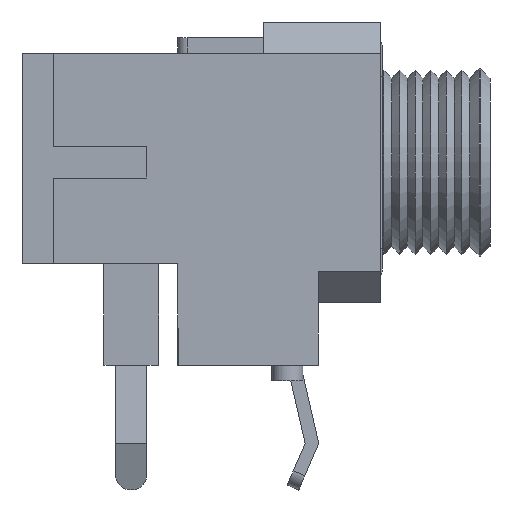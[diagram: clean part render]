
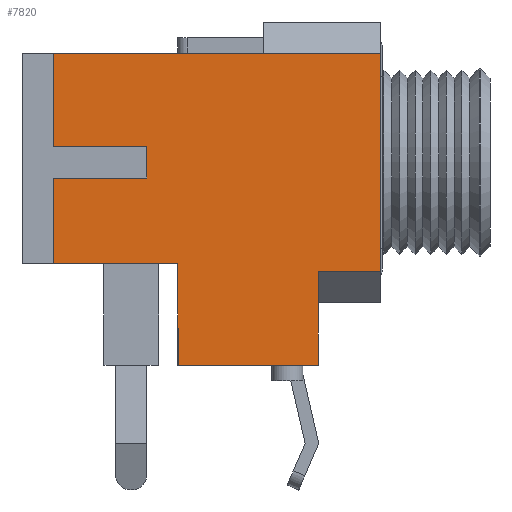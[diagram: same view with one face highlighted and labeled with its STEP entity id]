
A CAD part, front view. The second image highlights one B-rep face of the part: STEP entity #7820.
In plain terms, the highlighted planar face has unit normal (0, -1, 0).
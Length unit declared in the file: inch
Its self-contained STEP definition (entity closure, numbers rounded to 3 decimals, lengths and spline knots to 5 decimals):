
#82 = ORIENTED_EDGE ( 'NONE', *, *, #1763, .T. ) ;
#213 = LINE ( 'NONE', #4678, #7952 ) ;
#310 = VERTEX_POINT ( 'NONE', #6749 ) ;
#466 = ORIENTED_EDGE ( 'NONE', *, *, #1606, .T. ) ;
#481 = VERTEX_POINT ( 'NONE', #3831 ) ;
#500 = CARTESIAN_POINT ( 'NONE',  ( -0.21654, -0.23622, -0.25591 ) ) ;
#804 = VECTOR ( 'NONE', #2855, 39.37008 ) ;
#824 = CARTESIAN_POINT ( 'NONE',  ( -0.59055, -0.23622, 0.1378 ) ) ;
#863 = LINE ( 'NONE', #1534, #4039 ) ;
#994 = ORIENTED_EDGE ( 'NONE', *, *, #2521, .T. ) ;
#1004 = VERTEX_POINT ( 'NONE', #3706 ) ;
#1103 = ORIENTED_EDGE ( 'NONE', *, *, #6713, .T. ) ;
#1333 = LINE ( 'NONE', #5772, #4333 ) ;
#1534 = CARTESIAN_POINT ( 'NONE',  ( -0.1378, -0.23622, 0.1378 ) ) ;
#1606 = EDGE_CURVE ( 'NONE', #3409, #481, #5552, .T. ) ;
#1763 = EDGE_CURVE ( 'NONE', #5843, #4339, #863, .T. ) ;
#1806 = VECTOR ( 'NONE', #3709, 39.37008 ) ;
#1934 = EDGE_CURVE ( 'NONE', #5843, #2231, #5377, .T. ) ;
#1994 = VECTOR ( 'NONE', #7483, 39.37008 ) ;
#2087 = CARTESIAN_POINT ( 'NONE',  ( -0.55118, -0.23622, -0.12795 ) ) ;
#2099 = VECTOR ( 'NONE', #4258, 39.37008 ) ;
#2128 = CARTESIAN_POINT ( 'NONE',  ( -0.28543, -0.23622, -0.12795 ) ) ;
#2231 = VERTEX_POINT ( 'NONE', #6616 ) ;
#2253 = CARTESIAN_POINT ( 'NONE',  ( -0.1378, -0.23622, -0.17717 ) ) ;
#2276 = FACE_OUTER_BOUND ( 'NONE', #7446, .T. ) ;
#2392 = CARTESIAN_POINT ( 'NONE',  ( -0.1378, -0.23622, 0.17717 ) ) ;
#2418 = CARTESIAN_POINT ( 'NONE',  ( -0.55118, -0.23622, -0.01969 ) ) ;
#2433 = EDGE_CURVE ( 'NONE', #2479, #5471, #2730, .T. ) ;
#2479 = VERTEX_POINT ( 'NONE', #6570 ) ;
#2521 = EDGE_CURVE ( 'NONE', #5945, #310, #7519, .T. ) ;
#2730 = LINE ( 'NONE', #2087, #3643 ) ;
#2748 = LINE ( 'NONE', #824, #6057 ) ;
#2777 = DIRECTION ( 'NONE',  ( -1., 0., 0. ) ) ;
#2855 = DIRECTION ( 'NONE',  ( 1., 0., 0. ) ) ;
#2898 = CARTESIAN_POINT ( 'NONE',  ( -0.1378, -0.23622, -0.1378 ) ) ;
#2951 = CARTESIAN_POINT ( 'NONE',  ( -0.43307, -0.23622, -0.01969 ) ) ;
#3009 = ORIENTED_EDGE ( 'NONE', *, *, #3827, .F. ) ;
#3119 = VECTOR ( 'NONE', #7917, 39.37008 ) ;
#3409 = VERTEX_POINT ( 'NONE', #500 ) ;
#3447 = DIRECTION ( 'NONE',  ( 1., 0., 0. ) ) ;
#3643 = VECTOR ( 'NONE', #4622, 39.37008 ) ;
#3664 = CARTESIAN_POINT ( 'NONE',  ( -0.43307, -0.23622, 0.01969 ) ) ;
#3706 = CARTESIAN_POINT ( 'NONE',  ( -0.3937, -0.23622, -0.12795 ) ) ;
#3709 = DIRECTION ( 'NONE',  ( 1., 0., 0. ) ) ;
#3734 = EDGE_CURVE ( 'NONE', #6438, #5945, #1333, .T. ) ;
#3827 = EDGE_CURVE ( 'NONE', #6438, #4339, #2748, .T. ) ;
#3831 = CARTESIAN_POINT ( 'NONE',  ( -0.21654, -0.23622, -0.1378 ) ) ;
#4039 = VECTOR ( 'NONE', #5957, 39.37008 ) ;
#4143 = ORIENTED_EDGE ( 'NONE', *, *, #6258, .T. ) ;
#4258 = DIRECTION ( 'NONE',  ( 0., 0., 1. ) ) ;
#4333 = VECTOR ( 'NONE', #7356, 39.37008 ) ;
#4339 = VERTEX_POINT ( 'NONE', #7549 ) ;
#4622 = DIRECTION ( 'NONE',  ( 0., 0., -1. ) ) ;
#4678 = CARTESIAN_POINT ( 'NONE',  ( -0.21654, -0.23622, -0.25591 ) ) ;
#4778 = PLANE ( 'NONE',  #7061 ) ;
#4799 = LINE ( 'NONE', #2418, #7942 ) ;
#4945 = CARTESIAN_POINT ( 'NONE',  ( -0.3937, -0.23622, -0.25591 ) ) ;
#5187 = VERTEX_POINT ( 'NONE', #5737 ) ;
#5209 = ORIENTED_EDGE ( 'NONE', *, *, #5603, .T. ) ;
#5249 = CARTESIAN_POINT ( 'NONE',  ( -0.55118, -0.23622, 0.01969 ) ) ;
#5250 = LINE ( 'NONE', #2128, #7559 ) ;
#5377 = LINE ( 'NONE', #2253, #3119 ) ;
#5382 = DIRECTION ( 'NONE',  ( 0., 0., -1. ) ) ;
#5438 = ORIENTED_EDGE ( 'NONE', *, *, #6365, .F. ) ;
#5463 = LINE ( 'NONE', #2951, #6487 ) ;
#5471 = VERTEX_POINT ( 'NONE', #7555 ) ;
#5499 = LINE ( 'NONE', #2898, #804 ) ;
#5507 = ORIENTED_EDGE ( 'NONE', *, *, #1934, .F. ) ;
#5552 = LINE ( 'NONE', #6137, #2099 ) ;
#5596 = DIRECTION ( 'NONE',  ( -1., 0., 0. ) ) ;
#5603 = EDGE_CURVE ( 'NONE', #310, #6149, #5463, .T. ) ;
#5737 = CARTESIAN_POINT ( 'NONE',  ( -0.3937, -0.23622, -0.25591 ) ) ;
#5772 = CARTESIAN_POINT ( 'NONE',  ( -0.55118, -0.23622, 0.01969 ) ) ;
#5843 = VERTEX_POINT ( 'NONE', #8244 ) ;
#5899 = CARTESIAN_POINT ( 'NONE',  ( -0.43307, -0.23622, -0.01969 ) ) ;
#5945 = VERTEX_POINT ( 'NONE', #5249 ) ;
#5957 = DIRECTION ( 'NONE',  ( -1., 0., 0. ) ) ;
#5973 = DIRECTION ( 'NONE',  ( 0., 0., 1. ) ) ;
#6057 = VECTOR ( 'NONE', #3447, 39.37008 ) ;
#6137 = CARTESIAN_POINT ( 'NONE',  ( -0.21654, -0.23622, -0.25591 ) ) ;
#6149 = VERTEX_POINT ( 'NONE', #5899 ) ;
#6258 = EDGE_CURVE ( 'NONE', #6149, #2479, #4799, .T. ) ;
#6365 = EDGE_CURVE ( 'NONE', #3409, #5187, #213, .T. ) ;
#6368 = ORIENTED_EDGE ( 'NONE', *, *, #3734, .T. ) ;
#6438 = VERTEX_POINT ( 'NONE', #7923 ) ;
#6487 = VECTOR ( 'NONE', #5382, 39.37008 ) ;
#6508 = DIRECTION ( 'NONE',  ( -1., 0., 0. ) ) ;
#6570 = CARTESIAN_POINT ( 'NONE',  ( -0.55118, -0.23622, -0.01969 ) ) ;
#6616 = CARTESIAN_POINT ( 'NONE',  ( -0.1378, -0.23622, -0.1378 ) ) ;
#6619 = EDGE_CURVE ( 'NONE', #1004, #5471, #5250, .T. ) ;
#6713 = EDGE_CURVE ( 'NONE', #481, #2231, #5499, .T. ) ;
#6749 = CARTESIAN_POINT ( 'NONE',  ( -0.43307, -0.23622, 0.01969 ) ) ;
#6805 = DIRECTION ( 'NONE',  ( 0., 1., 0. ) ) ;
#6828 = ORIENTED_EDGE ( 'NONE', *, *, #6619, .F. ) ;
#7061 = AXIS2_PLACEMENT_3D ( 'NONE', #2392, #6805, #5973 ) ;
#7356 = DIRECTION ( 'NONE',  ( 0., 0., -1. ) ) ;
#7422 = ORIENTED_EDGE ( 'NONE', *, *, #7586, .F. ) ;
#7446 = EDGE_LOOP ( 'NONE', ( #466, #1103, #5507, #82, #3009, #6368, #994, #5209, #4143, #7520, #6828, #7422, #5438 ) ) ;
#7483 = DIRECTION ( 'NONE',  ( 0., 0., 1. ) ) ;
#7519 = LINE ( 'NONE', #3664, #1806 ) ;
#7520 = ORIENTED_EDGE ( 'NONE', *, *, #2433, .T. ) ;
#7549 = CARTESIAN_POINT ( 'NONE',  ( -0.28543, -0.23622, 0.1378 ) ) ;
#7555 = CARTESIAN_POINT ( 'NONE',  ( -0.55118, -0.23622, -0.12795 ) ) ;
#7559 = VECTOR ( 'NONE', #2777, 39.37008 ) ;
#7586 = EDGE_CURVE ( 'NONE', #5187, #1004, #8238, .T. ) ;
#7820 = ADVANCED_FACE ( 'NONE', ( #2276 ), #4778, .F. ) ;
#7917 = DIRECTION ( 'NONE',  ( 0., 0., -1. ) ) ;
#7923 = CARTESIAN_POINT ( 'NONE',  ( -0.55118, -0.23622, 0.1378 ) ) ;
#7942 = VECTOR ( 'NONE', #5596, 39.37008 ) ;
#7952 = VECTOR ( 'NONE', #6508, 39.37008 ) ;
#8238 = LINE ( 'NONE', #4945, #1994 ) ;
#8244 = CARTESIAN_POINT ( 'NONE',  ( -0.1378, -0.23622, 0.1378 ) ) ;
